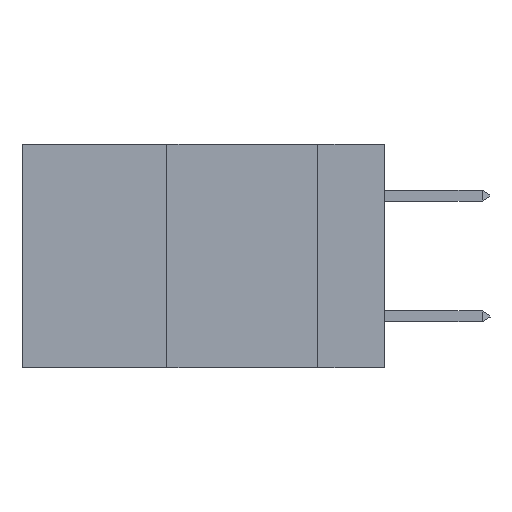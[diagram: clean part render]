
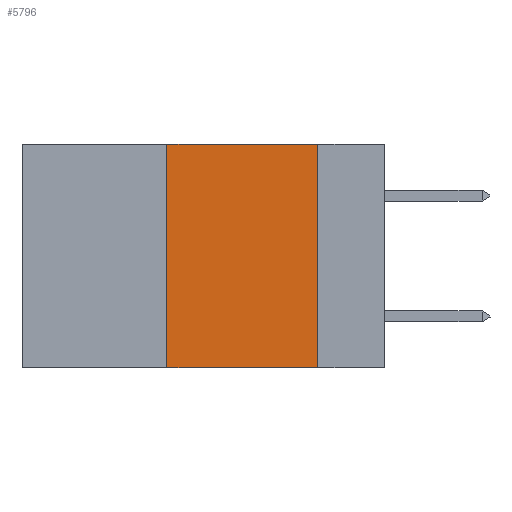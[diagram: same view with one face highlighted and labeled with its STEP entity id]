
A CAD part, left-side view. The second image highlights one B-rep face of the part: STEP entity #5796.
In plain terms, the highlighted planar face has unit normal (-1, 0, 0).
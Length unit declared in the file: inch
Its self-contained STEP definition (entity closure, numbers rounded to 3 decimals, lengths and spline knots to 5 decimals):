
#115 = ORIENTED_EDGE ( 'NONE', *, *, #14562, .F. ) ;
#379 = DIRECTION ( 'NONE',  ( 0., 0., -1. ) ) ;
#1095 = EDGE_LOOP ( 'NONE', ( #13617, #115, #15734, #18852 ) ) ;
#1542 = LINE ( 'NONE', #29371, #19981 ) ;
#1606 = CARTESIAN_POINT ( 'NONE',  ( 0., 0.6, 0. ) ) ;
#2089 = CARTESIAN_POINT ( 'NONE',  ( 0., 0.11, -0.37 ) ) ;
#3423 = AXIS2_PLACEMENT_3D ( 'NONE', #15174, #30553, #8206 ) ;
#3650 = LINE ( 'NONE', #1606, #22067 ) ;
#4293 = LINE ( 'NONE', #19468, #21569 ) ;
#4967 = EDGE_CURVE ( 'NONE', #19041, #19332, #4293, .T. ) ;
#5796 = ADVANCED_FACE ( 'NONE', ( #7856 ), #23241, .F. ) ;
#7083 = CARTESIAN_POINT ( 'NONE',  ( 0., 0.11, 0. ) ) ;
#7528 = LINE ( 'NONE', #7083, #24065 ) ;
#7531 = DIRECTION ( 'NONE',  ( 0., -1., 0. ) ) ;
#7856 = FACE_OUTER_BOUND ( 'NONE', #1095, .T. ) ;
#8206 = DIRECTION ( 'NONE',  ( 0., 0., -1. ) ) ;
#12659 = EDGE_CURVE ( 'NONE', #19041, #27049, #1542, .T. ) ;
#13617 = ORIENTED_EDGE ( 'NONE', *, *, #29543, .F. ) ;
#14562 = EDGE_CURVE ( 'NONE', #19332, #15828, #3650, .T. ) ;
#15174 = CARTESIAN_POINT ( 'NONE',  ( 0., 0.6, 0. ) ) ;
#15734 = ORIENTED_EDGE ( 'NONE', *, *, #4967, .F. ) ;
#15828 = VERTEX_POINT ( 'NONE', #23001 ) ;
#16262 = DIRECTION ( 'NONE',  ( 0., -1., 0. ) ) ;
#17249 = CARTESIAN_POINT ( 'NONE',  ( 0., 0.36, -0.37 ) ) ;
#18852 = ORIENTED_EDGE ( 'NONE', *, *, #12659, .T. ) ;
#19041 = VERTEX_POINT ( 'NONE', #17249 ) ;
#19332 = VERTEX_POINT ( 'NONE', #24524 ) ;
#19468 = CARTESIAN_POINT ( 'NONE',  ( 0., 0.36, 0. ) ) ;
#19981 = VECTOR ( 'NONE', #7531, 39.37008 ) ;
#21569 = VECTOR ( 'NONE', #26695, 39.37008 ) ;
#22067 = VECTOR ( 'NONE', #16262, 39.37008 ) ;
#23001 = CARTESIAN_POINT ( 'NONE',  ( 0., 0.11, 0. ) ) ;
#23241 = PLANE ( 'NONE',  #3423 ) ;
#24065 = VECTOR ( 'NONE', #379, 39.37008 ) ;
#24524 = CARTESIAN_POINT ( 'NONE',  ( 0., 0.36, 0. ) ) ;
#26695 = DIRECTION ( 'NONE',  ( 0., 0., 1. ) ) ;
#27049 = VERTEX_POINT ( 'NONE', #2089 ) ;
#29371 = CARTESIAN_POINT ( 'NONE',  ( 0., 0.6, -0.37 ) ) ;
#29543 = EDGE_CURVE ( 'NONE', #15828, #27049, #7528, .T. ) ;
#30553 = DIRECTION ( 'NONE',  ( 1., 0., 0. ) ) ;
